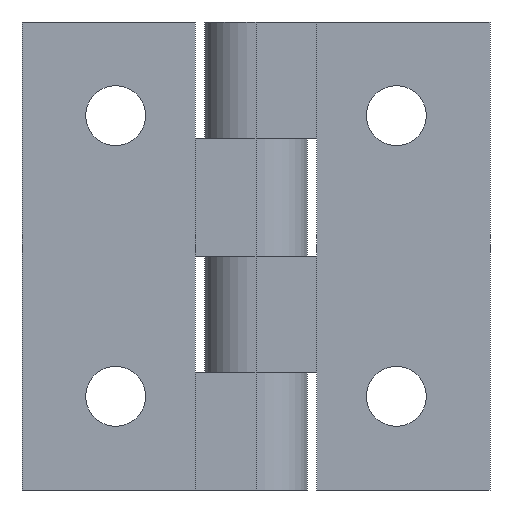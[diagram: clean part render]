
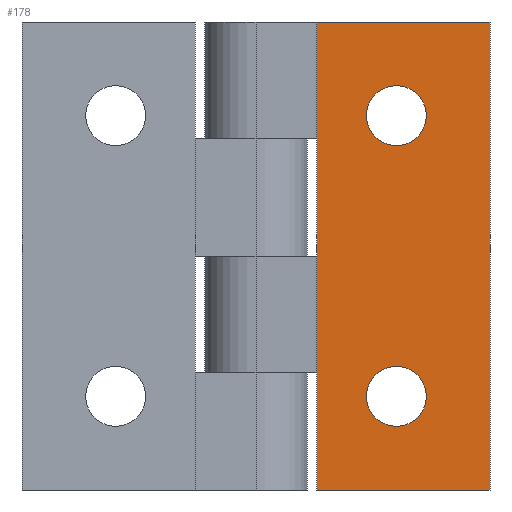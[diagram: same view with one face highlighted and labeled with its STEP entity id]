
A CAD part, front view. The second image highlights one B-rep face of the part: STEP entity #178.
In plain terms, the highlighted planar face has unit normal (0, -1, 0).
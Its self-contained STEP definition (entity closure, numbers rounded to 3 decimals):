
#178=ADVANCED_FACE('',(#403,#404,#405),#406,.T.);
#403=FACE_BOUND('',#686,.T.);
#404=FACE_BOUND('',#687,.T.);
#405=FACE_OUTER_BOUND('',#688,.T.);
#406=PLANE('',#689);
#686=EDGE_LOOP('',(#1144,#1145));
#687=EDGE_LOOP('',(#1146,#1147));
#688=EDGE_LOOP('',(#1148,#1149,#1150,#1151));
#689=AXIS2_PLACEMENT_3D('',#1152,#1153,#1154);
#1144=ORIENTED_EDGE('',*,*,#1649,.T.);
#1145=ORIENTED_EDGE('',*,*,#1667,.T.);
#1146=ORIENTED_EDGE('',*,*,#1636,.T.);
#1147=ORIENTED_EDGE('',*,*,#1674,.T.);
#1148=ORIENTED_EDGE('',*,*,#1752,.T.);
#1149=ORIENTED_EDGE('',*,*,#1749,.F.);
#1150=ORIENTED_EDGE('',*,*,#1753,.F.);
#1151=ORIENTED_EDGE('',*,*,#1754,.T.);
#1152=CARTESIAN_POINT('',(15.75,-6.0,0.0));
#1153=DIRECTION('',(0.,-1.0,0.0));
#1154=DIRECTION('',(1.0,0.,-0.0));
#1636=EDGE_CURVE('',#1942,#1944,#1946,.T.);
#1649=EDGE_CURVE('',#1963,#1965,#1967,.T.);
#1667=EDGE_CURVE('',#1965,#1963,#1993,.T.);
#1674=EDGE_CURVE('',#1944,#1942,#2000,.T.);
#1749=EDGE_CURVE('',#2110,#2112,#2113,.T.);
#1752=EDGE_CURVE('',#2116,#2112,#2117,.T.);
#1753=EDGE_CURVE('',#2118,#2110,#2119,.T.);
#1754=EDGE_CURVE('',#2118,#2116,#2120,.T.);
#1942=VERTEX_POINT('',#2388);
#1944=VERTEX_POINT('',#2391);
#1946=CIRCLE('',#2394,3.2);
#1963=VERTEX_POINT('',#2415);
#1965=VERTEX_POINT('',#2418);
#1967=CIRCLE('',#2421,3.2);
#1993=CIRCLE('',#2451,3.2);
#2000=CIRCLE('',#2458,3.2);
#2110=VERTEX_POINT('',#2615);
#2112=VERTEX_POINT('',#2618);
#2113=LINE('',#2619,#2620);
#2116=VERTEX_POINT('',#2624);
#2117=LINE('',#2625,#2626);
#2118=VERTEX_POINT('',#2627);
#2119=LINE('',#2628,#2629);
#2120=LINE('',#2630,#2631);
#2388=CARTESIAN_POINT('',(11.8,-6.0,10.0));
#2391=CARTESIAN_POINT('',(18.2,-6.0,10.0));
#2394=AXIS2_PLACEMENT_3D('',#2983,#2984,#2985);
#2415=CARTESIAN_POINT('',(11.8,-6.0,40.0));
#2418=CARTESIAN_POINT('',(18.2,-6.0,40.0));
#2421=AXIS2_PLACEMENT_3D('',#3001,#3002,#3003);
#2451=AXIS2_PLACEMENT_3D('',#3032,#3033,#3034);
#2458=AXIS2_PLACEMENT_3D('',#3044,#3045,#3046);
#2615=CARTESIAN_POINT('',(6.5,-6.0,0.0));
#2618=CARTESIAN_POINT('',(6.5,-6.0,50.0));
#2619=CARTESIAN_POINT('',(6.5,-6.0,0.0));
#2620=VECTOR('',#3116,1.0);
#2624=CARTESIAN_POINT('',(25.0,-6.0,50.0));
#2625=CARTESIAN_POINT('',(25.0,-6.0,50.0));
#2626=VECTOR('',#3118,1.0);
#2627=CARTESIAN_POINT('',(25.0,-6.0,0.0));
#2628=CARTESIAN_POINT('',(25.0,-6.0,0.0));
#2629=VECTOR('',#3119,1.0);
#2630=CARTESIAN_POINT('',(25.0,-6.0,0.0));
#2631=VECTOR('',#3120,1.0);
#2983=CARTESIAN_POINT('',(15.0,-6.0,10.0));
#2984=DIRECTION('',(0.,1.0,-0.0));
#2985=DIRECTION('',(-1.0,0.,0.0));
#3001=CARTESIAN_POINT('',(15.0,-6.0,40.0));
#3002=DIRECTION('',(0.,1.0,-0.0));
#3003=DIRECTION('',(-1.0,0.,0.0));
#3032=CARTESIAN_POINT('',(15.0,-6.0,40.0));
#3033=DIRECTION('',(0.,1.0,-0.0));
#3034=DIRECTION('',(-1.0,0.,0.0));
#3044=CARTESIAN_POINT('',(15.0,-6.0,10.0));
#3045=DIRECTION('',(0.,1.0,-0.0));
#3046=DIRECTION('',(-1.0,0.,0.0));
#3116=DIRECTION('',(0.0,0.0,1.0));
#3118=DIRECTION('',(-1.0,0.,0.0));
#3119=DIRECTION('',(-1.0,0.,0.0));
#3120=DIRECTION('',(0.0,0.0,1.0));
